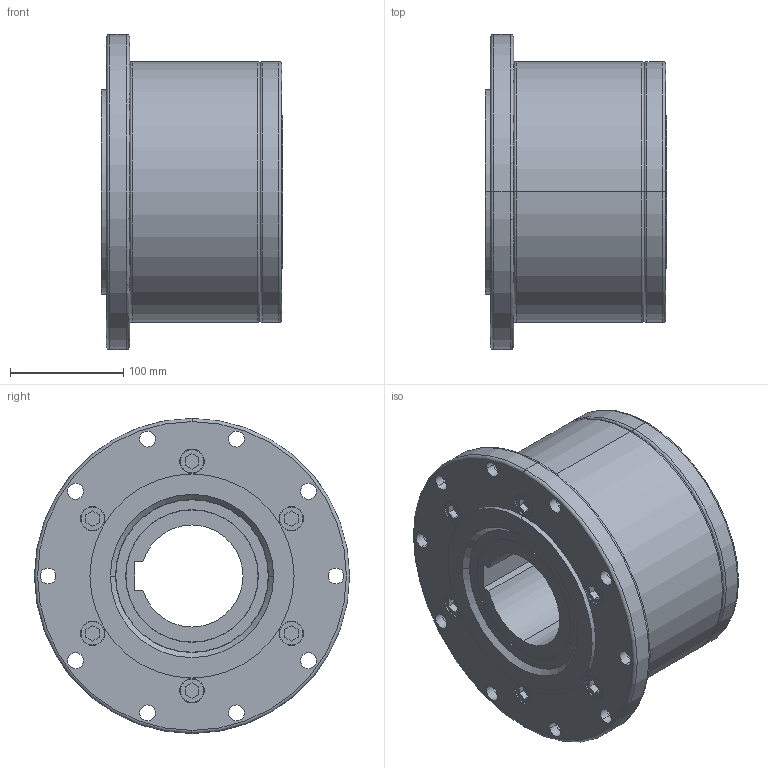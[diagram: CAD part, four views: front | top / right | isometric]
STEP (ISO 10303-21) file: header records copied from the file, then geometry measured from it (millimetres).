
FILE_DESCRIPTION(('STEP AP214'),'1');
FILE_NAME('gl_90_f4-d2.stp','2019-09-14T11:34:22',('TraceParts'),('TraceParts S.A.'),'Spatial InterOp 3D',' ',' ');
FILE_SCHEMA(('AUTOMOTIVE_DESIGN { 1 0 10303 214 1 1 1 1 }'));
Length unit declared in the file: millimetre
Products named in the file (1): gl_90_f4-d2
Bounding box: 160 x 278 x 278 mm (x, y, z)
Volume: 5789005 mm3; surface area: 309754.6 mm2
Topology: 1 solids, 1 shells, 297 faces, 753 edges, 505 vertices
Faces by surface type: plane 138, cylinder 121, torus 36, cone 2
Entity records: 9525 total; most frequent: CARTESIAN_POINT 1909, DIRECTION 1716, ORIENTED_EDGE 1506, EDGE_CURVE 753, AXIS2_PLACEMENT_3D 678, VERTEX_POINT 505, CIRCLE 380, EDGE_LOOP 366
